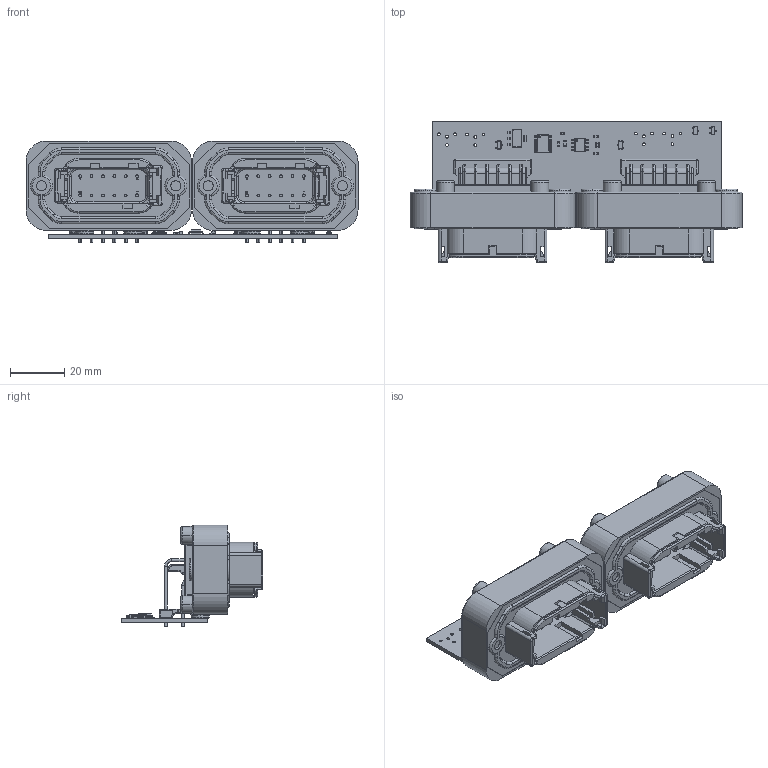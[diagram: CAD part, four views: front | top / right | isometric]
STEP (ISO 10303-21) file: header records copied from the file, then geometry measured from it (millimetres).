
FILE_DESCRIPTION(('KiCad electronic assembly'),'2;1');
FILE_NAME('Roll_Hoop_Board.step','2026-01-13T13:35:23',('Pcbnew'),( 'Kicad'),'Open CASCADE STEP processor 7.8','KiCad to STEP converter' ,'Unknown');
FILE_SCHEMA(('AUTOMOTIVE_DESIGN { 1 0 10303 214 1 1 1 1 }'));
Length unit declared in the file: millimetre
Products named in the file (11): Roll_Hoop_Board 1; SOT-223; DTM13-12PA; R_0603_1608Metric; C_0805_2012Metric; SOT-23; L_0603_1608Metric; SOIC-8_3.9x4.9mm_P1.27mm; TSSOP-20_4.4x6.5mm_P0.65mm; C_0603_1608Metric; Roll_Hoop_Board_PCB
Assembly tree (16 placements, depth 2):
  Roll_Hoop_Board 1
    SOT-223
    DTM13-12PA  x2
    R_0603_1608Metric  x2
    C_0805_2012Metric  x2
    SOT-23  x4
    L_0603_1608Metric
    SOIC-8_3.9x4.9mm_P1.27mm
    TSSOP-20_4.4x6.5mm_P0.65mm
    C_0603_1608Metric
    Roll_Hoop_Board_PCB
Bounding box: 122.42 x 52.21 x 37.59 mm (x, y, z)
Volume: 62917.5 mm3; surface area: 36378.2 mm2
Topology: 16 solids, 16 shells, 3023 faces, 7713 edges, 4793 vertices
Faces by surface type: plane 1531, cylinder 992, torus 220, bspline 184, sphere 68, cone 28
Full cylindrical faces by diameter (mm): 1.02 x16, 1.2 x24, 3.04 x4
Entity records: 63559 total; most frequent: CARTESIAN_POINT 13340, ORIENTED_EDGE 9128, DIRECTION 9088, EDGE_CURVE 4565, AXIS2_PLACEMENT_3D 3033, LINE 3022, VECTOR 3022, VERTEX_POINT 2853
